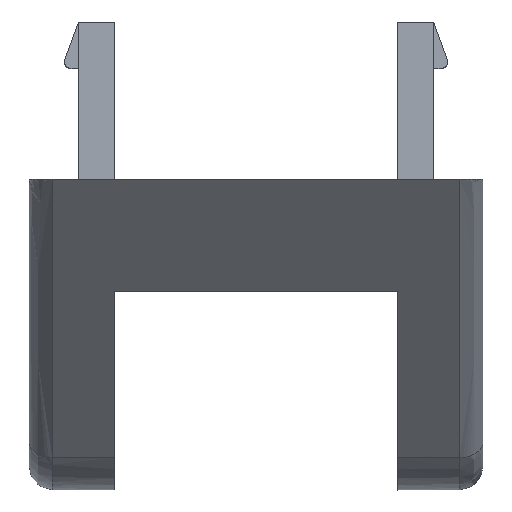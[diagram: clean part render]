
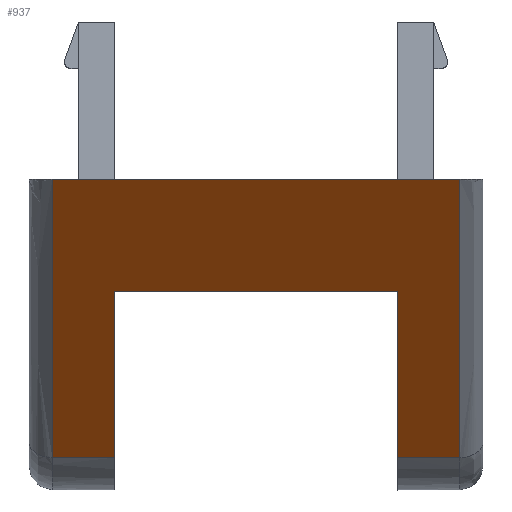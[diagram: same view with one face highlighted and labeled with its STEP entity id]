
A CAD part, top view. The second image highlights one B-rep face of the part: STEP entity #937.
In plain terms, the highlighted planar face has unit normal (0, -0.678, 0.735).
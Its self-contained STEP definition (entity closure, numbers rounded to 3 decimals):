
#36=B_SPLINE_CURVE_WITH_KNOTS('',3,(#1341,#1342,#1343,#1344),
 .UNSPECIFIED.,.F.,.F.,(4,4),(0.,1.152),
 .UNSPECIFIED.);
#54=B_SPLINE_CURVE_WITH_KNOTS('',3,(#1786,#1787,#1788,#1789),
 .UNSPECIFIED.,.F.,.F.,(4,4),(1.201,2.353),
 .UNSPECIFIED.);
#73=FACE_OUTER_BOUND('',#125,.T.);
#125=EDGE_LOOP('',(#660,#661,#662,#663,#664,#665,#666,#667,#668,#669));
#185=LINE('',#1792,#293);
#186=LINE('',#1794,#294);
#187=LINE('',#1795,#295);
#188=LINE('',#1797,#296);
#189=LINE('',#1799,#297);
#190=LINE('',#1801,#298);
#191=LINE('',#1803,#299);
#192=LINE('',#1804,#300);
#293=VECTOR('',#1081,10.);
#294=VECTOR('',#1082,10.);
#295=VECTOR('',#1083,10.);
#296=VECTOR('',#1084,10.);
#297=VECTOR('',#1085,10.);
#298=VECTOR('',#1086,10.);
#299=VECTOR('',#1087,10.);
#300=VECTOR('',#1088,10.);
#398=VERTEX_POINT('',#1327);
#399=VERTEX_POINT('',#1340);
#410=VERTEX_POINT('',#1702);
#412=VERTEX_POINT('',#1768);
#414=VERTEX_POINT('',#1791);
#415=VERTEX_POINT('',#1793);
#416=VERTEX_POINT('',#1796);
#417=VERTEX_POINT('',#1798);
#418=VERTEX_POINT('',#1800);
#419=VERTEX_POINT('',#1802);
#490=EDGE_CURVE('',#398,#399,#36,.T.);
#510=EDGE_CURVE('',#410,#412,#54,.T.);
#511=EDGE_CURVE('',#414,#398,#185,.T.);
#512=EDGE_CURVE('',#415,#414,#186,.T.);
#513=EDGE_CURVE('',#415,#412,#187,.T.);
#514=EDGE_CURVE('',#416,#410,#188,.T.);
#515=EDGE_CURVE('',#417,#416,#189,.T.);
#516=EDGE_CURVE('',#418,#417,#190,.T.);
#517=EDGE_CURVE('',#419,#418,#191,.T.);
#518=EDGE_CURVE('',#399,#419,#192,.T.);
#660=ORIENTED_EDGE('',*,*,#490,.F.);
#661=ORIENTED_EDGE('',*,*,#511,.F.);
#662=ORIENTED_EDGE('',*,*,#512,.F.);
#663=ORIENTED_EDGE('',*,*,#513,.T.);
#664=ORIENTED_EDGE('',*,*,#510,.F.);
#665=ORIENTED_EDGE('',*,*,#514,.F.);
#666=ORIENTED_EDGE('',*,*,#515,.F.);
#667=ORIENTED_EDGE('',*,*,#516,.F.);
#668=ORIENTED_EDGE('',*,*,#517,.F.);
#669=ORIENTED_EDGE('',*,*,#518,.F.);
#892=PLANE('',#997);
#937=ADVANCED_FACE('',(#73),#892,.F.);
#997=AXIS2_PLACEMENT_3D('',#1790,#1079,#1080);
#1079=DIRECTION('center_axis',(0.,0.678,-0.735));
#1080=DIRECTION('ref_axis',(0.,-0.735,-0.678));
#1081=DIRECTION('',(1.,0.,0.));
#1082=DIRECTION('',(1.,0.,0.));
#1083=DIRECTION('',(-1.,0.,0.));
#1084=DIRECTION('',(-1.,0.,0.));
#1085=DIRECTION('',(0.,-0.735,-0.678));
#1086=DIRECTION('',(-1.,0.,0.));
#1087=DIRECTION('',(0.,0.735,0.678));
#1088=DIRECTION('',(-1.,0.,0.));
#1327=CARTESIAN_POINT('',(487.846,18.943,-115.853));
#1340=CARTESIAN_POINT('',(487.845,10.474,-123.667));
#1341=CARTESIAN_POINT('Ctrl Pts',(487.846,18.943,-115.853));
#1342=CARTESIAN_POINT('Ctrl Pts',(487.846,16.12,-118.458));
#1343=CARTESIAN_POINT('Ctrl Pts',(487.845,13.306,-121.054));
#1344=CARTESIAN_POINT('Ctrl Pts',(487.845,10.474,-123.667));
#1702=CARTESIAN_POINT('',(475.43,10.476,-123.667));
#1768=CARTESIAN_POINT('',(475.431,18.945,-115.853));
#1786=CARTESIAN_POINT('Ctrl Pts',(475.43,10.476,-123.667));
#1787=CARTESIAN_POINT('Ctrl Pts',(475.43,13.308,-121.054));
#1788=CARTESIAN_POINT('Ctrl Pts',(475.431,16.122,-118.458));
#1789=CARTESIAN_POINT('Ctrl Pts',(475.431,18.945,-115.853));
#1790=CARTESIAN_POINT('Origin',(488.553,15.542,-118.99));
#1791=CARTESIAN_POINT('',(484.553,18.943,-115.853));
#1792=CARTESIAN_POINT('',(487.553,18.943,-115.853));
#1793=CARTESIAN_POINT('',(478.724,18.944,-115.853));
#1794=CARTESIAN_POINT('',(478.724,18.944,-115.853));
#1795=CARTESIAN_POINT('',(475.224,18.945,-115.853));
#1796=CARTESIAN_POINT('',(477.323,10.476,-123.667));
#1797=CARTESIAN_POINT('',(488.552,10.474,-123.667));
#1798=CARTESIAN_POINT('',(477.324,15.544,-118.99));
#1799=CARTESIAN_POINT('',(477.323,13.674,-120.716));
#1800=CARTESIAN_POINT('',(485.953,15.543,-118.99));
#1801=CARTESIAN_POINT('',(483.838,15.543,-118.99));
#1802=CARTESIAN_POINT('',(485.952,10.474,-123.667));
#1803=CARTESIAN_POINT('',(485.952,13.672,-120.716));
#1804=CARTESIAN_POINT('',(488.552,10.474,-123.667));
